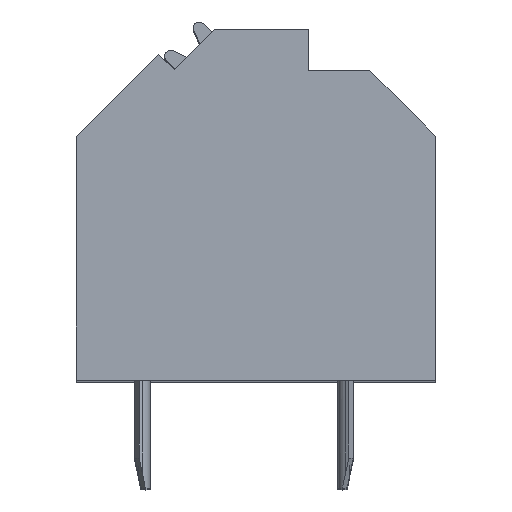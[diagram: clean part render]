
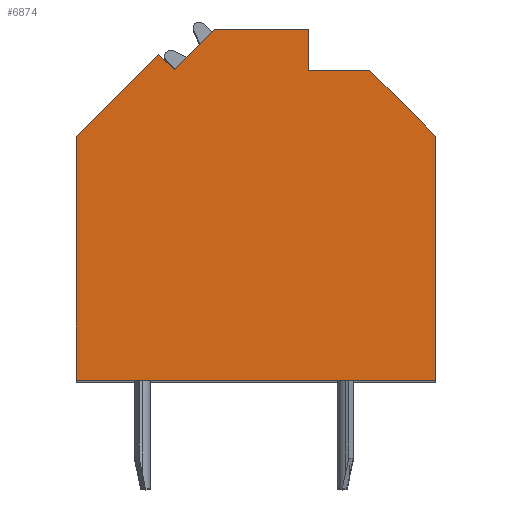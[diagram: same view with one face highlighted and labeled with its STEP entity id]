
A CAD part, top view. The second image highlights one B-rep face of the part: STEP entity #6874.
In plain terms, the highlighted planar face has unit normal (0, 0, 1).
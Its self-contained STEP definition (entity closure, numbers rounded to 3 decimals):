
#619=DIRECTION('',(-0.707,-0.707,0.));
#620=VECTOR('',#619,1.897);
#621=CARTESIAN_POINT('',(-1.39,5.718,38.965));
#622=LINE('',#621,#620);
#623=DIRECTION('',(-1.,0.,0.));
#624=VECTOR('',#623,3.14);
#625=CARTESIAN_POINT('',(1.75,5.718,38.965));
#626=LINE('',#625,#624);
#627=DIRECTION('',(0.,1.,0.));
#628=VECTOR('',#627,1.368);
#629=CARTESIAN_POINT('',(1.75,4.35,38.965));
#630=LINE('',#629,#628);
#631=DIRECTION('',(-1.,0.,0.));
#632=VECTOR('',#631,2.05);
#633=CARTESIAN_POINT('',(3.8,4.35,38.965));
#634=LINE('',#633,#632);
#635=DIRECTION('',(-0.707,0.707,0.));
#636=VECTOR('',#635,3.111);
#637=CARTESIAN_POINT('',(6.,2.15,38.965));
#638=LINE('',#637,#636);
#639=DIRECTION('',(0.,1.,0.));
#640=VECTOR('',#639,8.15);
#641=CARTESIAN_POINT('',(6.,-6.,38.965));
#642=LINE('',#641,#640);
#643=DIRECTION('',(1.,0.,0.));
#644=VECTOR('',#643,12.);
#645=CARTESIAN_POINT('',(-6.,-6.,38.965));
#646=LINE('',#645,#644);
#647=DIRECTION('',(0.,-1.,0.));
#648=VECTOR('',#647,8.14);
#649=CARTESIAN_POINT('',(-6.,2.14,38.965));
#650=LINE('',#649,#648);
#651=DIRECTION('',(-0.707,-0.707,0.));
#652=VECTOR('',#651,3.892);
#653=CARTESIAN_POINT('',(-3.248,4.892,38.965));
#654=LINE('',#653,#652);
#655=DIRECTION('',(-0.707,0.707,0.));
#656=VECTOR('',#655,0.73);
#657=CARTESIAN_POINT('',(-2.732,4.376,38.965));
#658=LINE('',#657,#656);
#4765=CARTESIAN_POINT('',(-1.39,5.718,38.965));
#4766=CARTESIAN_POINT('',(-2.732,4.376,38.965));
#4767=VERTEX_POINT('',#4765);
#4768=VERTEX_POINT('',#4766);
#4769=CARTESIAN_POINT('',(-3.248,4.892,38.965));
#4770=VERTEX_POINT('',#4769);
#4771=CARTESIAN_POINT('',(-6.,2.14,38.965));
#4772=VERTEX_POINT('',#4771);
#4773=CARTESIAN_POINT('',(-6.,-6.,38.965));
#4774=VERTEX_POINT('',#4773);
#4775=CARTESIAN_POINT('',(6.,-6.,38.965));
#4776=VERTEX_POINT('',#4775);
#4777=CARTESIAN_POINT('',(6.,2.15,38.965));
#4778=VERTEX_POINT('',#4777);
#4779=CARTESIAN_POINT('',(3.8,4.35,38.965));
#4780=VERTEX_POINT('',#4779);
#4781=CARTESIAN_POINT('',(1.75,4.35,38.965));
#4782=VERTEX_POINT('',#4781);
#4783=CARTESIAN_POINT('',(1.75,5.718,38.965));
#4784=VERTEX_POINT('',#4783);
#6850=CARTESIAN_POINT('',(0.,0.,38.965));
#6851=DIRECTION('',(0.,0.,1.));
#6852=DIRECTION('',(1.,0.,0.));
#6853=AXIS2_PLACEMENT_3D('',#6850,#6851,#6852);
#6854=PLANE('',#6853);
#6856=ORIENTED_EDGE('',*,*,#6855,.F.);
#6858=ORIENTED_EDGE('',*,*,#6857,.F.);
#6860=ORIENTED_EDGE('',*,*,#6859,.F.);
#6862=ORIENTED_EDGE('',*,*,#6861,.F.);
#6864=ORIENTED_EDGE('',*,*,#6863,.F.);
#6866=ORIENTED_EDGE('',*,*,#6865,.F.);
#6868=ORIENTED_EDGE('',*,*,#6867,.F.);
#6869=ORIENTED_EDGE('',*,*,#6491,.F.);
#6870=ORIENTED_EDGE('',*,*,#6747,.F.);
#6871=ORIENTED_EDGE('',*,*,#6445,.F.);
#6872=EDGE_LOOP('',(#6856,#6858,#6860,#6862,#6864,#6866,#6868,#6869,#6870,
#6871));
#6873=FACE_OUTER_BOUND('',#6872,.F.);
#6445=EDGE_CURVE('',#4768,#4770,#658,.T.);
#6491=EDGE_CURVE('',#4772,#4774,#650,.T.);
#6747=EDGE_CURVE('',#4770,#4772,#654,.T.);
#6855=EDGE_CURVE('',#4767,#4768,#622,.T.);
#6857=EDGE_CURVE('',#4784,#4767,#626,.T.);
#6859=EDGE_CURVE('',#4782,#4784,#630,.T.);
#6861=EDGE_CURVE('',#4780,#4782,#634,.T.);
#6863=EDGE_CURVE('',#4778,#4780,#638,.T.);
#6865=EDGE_CURVE('',#4776,#4778,#642,.T.);
#6867=EDGE_CURVE('',#4774,#4776,#646,.T.);
#6874=ADVANCED_FACE('',(#6873),#6854,.T.);
